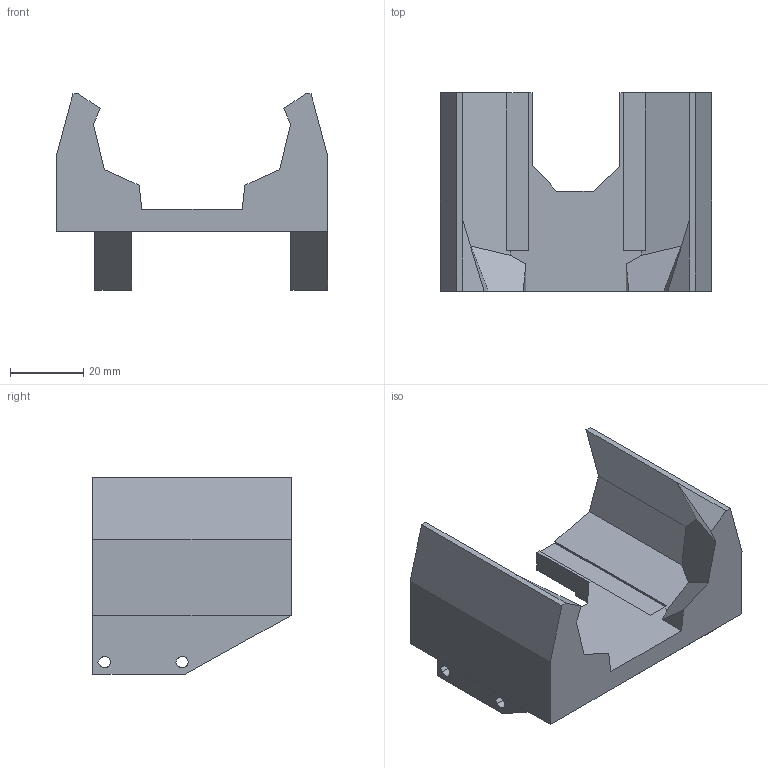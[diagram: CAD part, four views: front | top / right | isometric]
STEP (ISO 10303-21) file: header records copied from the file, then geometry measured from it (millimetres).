
FILE_DESCRIPTION(('FreeCAD Model'),'2;1');
FILE_NAME('Open CASCADE Shape Model','2024-04-09T20:02:20',(''),(''), 'Open CASCADE STEP processor 7.6','FreeCAD','Unknown');
FILE_SCHEMA(('AUTOMOTIVE_DESIGN { 1 0 10303 214 1 1 1 1 }'));
Length unit declared in the file: millimetre
Products named in the file (2): Claw; Claw-Body
Assembly tree (1 placements, depth 2):
  Claw
    Claw-Body
Bounding box: 74 x 54.1 x 53.5 mm (x, y, z)
Volume: 48931.1 mm3; surface area: 19398.9 mm2
Topology: 1 solids, 1 shells, 60 faces, 171 edges, 113 vertices
Faces by surface type: plane 56, cylinder 4
Entity records: 4222 total; most frequent: CARTESIAN_POINT 728, DIRECTION 637, LINE 489, VECTOR 489, ORIENTED_EDGE 342, PCURVE 342, DEFINITIONAL_REPRESENTATION 342, EDGE_CURVE 171
